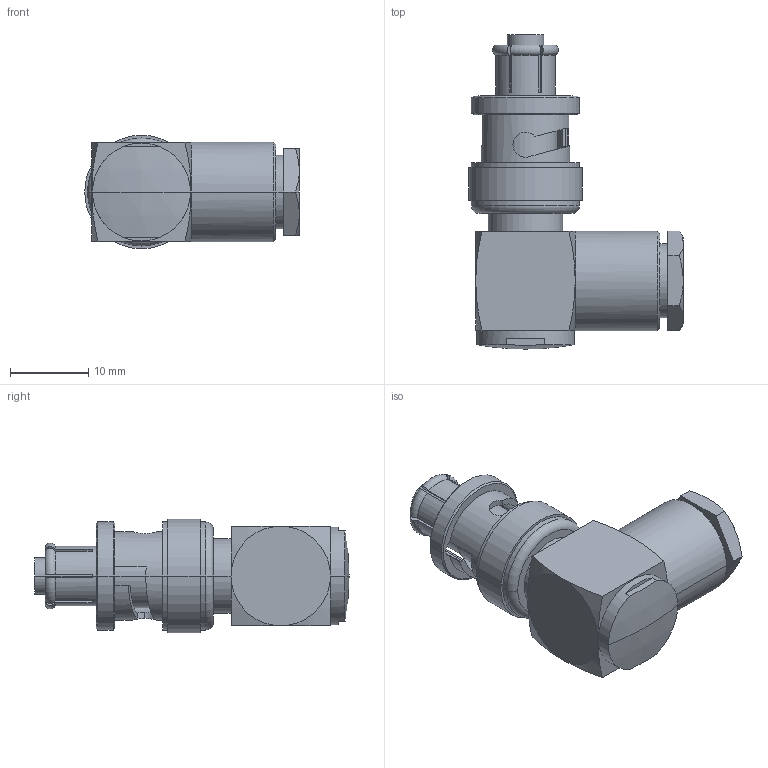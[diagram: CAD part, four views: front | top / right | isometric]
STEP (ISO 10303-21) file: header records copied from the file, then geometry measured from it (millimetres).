
FILE_DESCRIPTION (( 'STEP AP203' ), '1' );
FILE_NAME ('FMCN45850_3D.STEP', '2022-09-17T17:57:10', ( '' ), ( '' ), 'SwSTEP 2.0', 'SolidWorks 2021', '' );
FILE_SCHEMA (( 'CONFIG_CONTROL_DESIGN' ));
Length unit declared in the file: inch
Products named in the file (8): Copy of PE45849-E_WASHER^FMCN45850; Copy of PE45849-F_NUT^FMCN45850; Copy of PE45849-B_WASHER^FMCN45850; Copy of PE45849-D_GASKET^FMCN45850; FMCN45850_3D; Copy of PE45848-2_CAP^FMCN45850; Copy of PE45849-C_CLAMP^FMCN45850; Copy of PE45849-A_CONN^FMCN45850
Assembly tree (7 placements, depth 2):
  FMCN45850_3D
    Copy of PE45849-A_CONN^FMCN45850
    Copy of PE45849-B_WASHER^FMCN45850
    Copy of PE45849-C_CLAMP^FMCN45850
    Copy of PE45849-D_GASKET^FMCN45850
    Copy of PE45849-E_WASHER^FMCN45850
    Copy of PE45849-F_NUT^FMCN45850
    Copy of PE45848-2_CAP^FMCN45850
Bounding box: 27.4 x 40.11 x 14.5 mm (x, y, z)
Volume: 4791.6 mm3; surface area: 5690.3 mm2
Topology: 7 solids, 7 shells, 227 faces, 543 edges, 346 vertices
Faces by surface type: plane 89, cylinder 76, cone 42, sphere 10, torus 10
Entity records: 8351 total; most frequent: CARTESIAN_POINT 2093, DIRECTION 1202, ORIENTED_EDGE 1086, EDGE_CURVE 543, AXIS2_PLACEMENT_3D 494, VERTEX_POINT 346, EDGE_LOOP 259, CIRCLE 257
